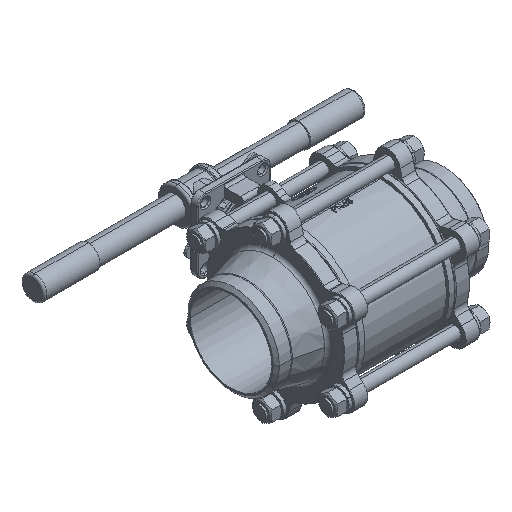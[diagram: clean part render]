
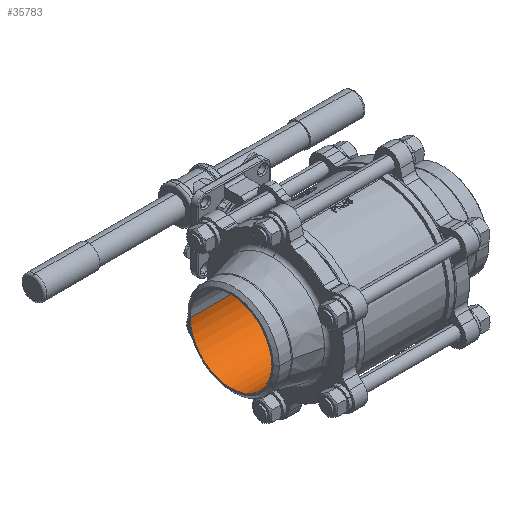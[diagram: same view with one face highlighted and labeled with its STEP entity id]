
A CAD part, isometric view. The second image highlights one B-rep face of the part: STEP entity #35783.
In plain terms, the highlighted cylindrical face has radius 51.15 mm (diameter 102.3 mm), a partial arc.
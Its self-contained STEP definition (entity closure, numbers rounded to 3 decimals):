
#5775 = FACE_OUTER_BOUND ( 'NONE', #19170, .T. ) ;
#5787 = DIRECTION ( 'NONE',  ( 0., -1., 0. ) ) ;
#8385 = EDGE_CURVE ( 'NONE', #33027, #74953, #20082, .T. ) ;
#9230 = AXIS2_PLACEMENT_3D ( 'NONE', #89202, #47546, #5787 ) ;
#13408 = DIRECTION ( 'NONE',  ( 1., 0., 0. ) ) ;
#15815 = CARTESIAN_POINT ( 'NONE',  ( 135., -51.15, 0. ) ) ;
#17771 = LINE ( 'NONE', #36068, #87462 ) ;
#19170 = EDGE_LOOP ( 'NONE', ( #45268, #80381, #75833, #54194 ) ) ;
#20082 = CIRCLE ( 'NONE', #79348, 51.15 ) ;
#20357 = VECTOR ( 'NONE', #31655, 1000. ) ;
#31655 = DIRECTION ( 'NONE',  ( 1., 0., 0. ) ) ;
#33027 = VERTEX_POINT ( 'NONE', #15815 ) ;
#34706 = CARTESIAN_POINT ( 'NONE',  ( -135., 51.15, 0. ) ) ;
#35783 = ADVANCED_FACE ( 'NONE', ( #5775 ), #40657, .F. ) ;
#36068 = CARTESIAN_POINT ( 'NONE',  ( -202.5, -51.15, 0. ) ) ;
#37215 = DIRECTION ( 'NONE',  ( 0., 1., 0. ) ) ;
#37528 = CARTESIAN_POINT ( 'NONE',  ( -135., -51.15, 0. ) ) ;
#40657 = CYLINDRICAL_SURFACE ( 'NONE', #89405, 51.15 ) ;
#43076 = DIRECTION ( 'NONE',  ( 1., 0., 0. ) ) ;
#45268 = ORIENTED_EDGE ( 'NONE', *, *, #47264, .T. ) ;
#47264 = EDGE_CURVE ( 'NONE', #52446, #60650, #67175, .T. ) ;
#47546 = DIRECTION ( 'NONE',  ( -1., 0., 0. ) ) ;
#48214 = EDGE_CURVE ( 'NONE', #52446, #74953, #77974, .T. ) ;
#52376 = CARTESIAN_POINT ( 'NONE',  ( -202.5, 51.15, 0. ) ) ;
#52446 = VERTEX_POINT ( 'NONE', #34706 ) ;
#54194 = ORIENTED_EDGE ( 'NONE', *, *, #48214, .F. ) ;
#55151 = CARTESIAN_POINT ( 'NONE',  ( 135., 0., 0. ) ) ;
#60650 = VERTEX_POINT ( 'NONE', #37528 ) ;
#62192 = DIRECTION ( 'NONE',  ( 0., 1., 0. ) ) ;
#64982 = DIRECTION ( 'NONE',  ( 1., 0., 0. ) ) ;
#67175 = CIRCLE ( 'NONE', #9230, 51.15 ) ;
#72949 = CARTESIAN_POINT ( 'NONE',  ( 135., 51.15, 0. ) ) ;
#74953 = VERTEX_POINT ( 'NONE', #72949 ) ;
#75833 = ORIENTED_EDGE ( 'NONE', *, *, #8385, .T. ) ;
#77974 = LINE ( 'NONE', #52376, #20357 ) ;
#78930 = CARTESIAN_POINT ( 'NONE',  ( -202.5, 0., 0. ) ) ;
#79348 = AXIS2_PLACEMENT_3D ( 'NONE', #55151, #13408, #62192 ) ;
#80381 = ORIENTED_EDGE ( 'NONE', *, *, #88285, .T. ) ;
#87462 = VECTOR ( 'NONE', #43076, 1000. ) ;
#88285 = EDGE_CURVE ( 'NONE', #60650, #33027, #17771, .T. ) ;
#89202 = CARTESIAN_POINT ( 'NONE',  ( -135., 0., 0. ) ) ;
#89405 = AXIS2_PLACEMENT_3D ( 'NONE', #78930, #64982, #37215 ) ;
